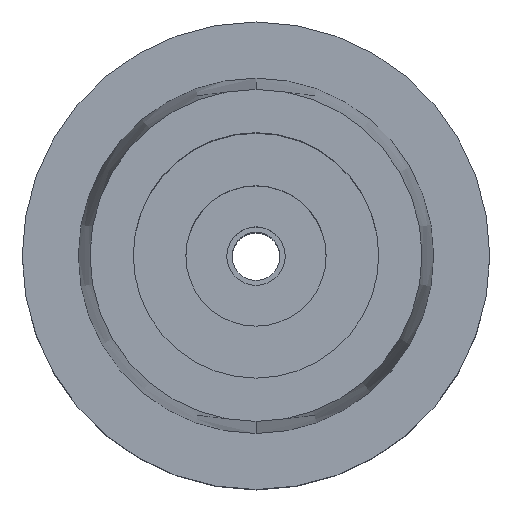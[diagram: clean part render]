
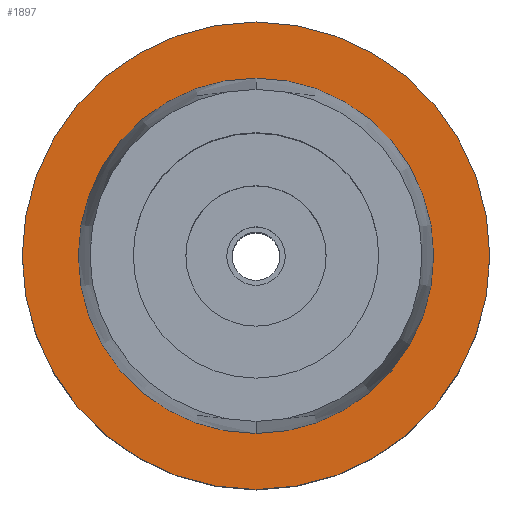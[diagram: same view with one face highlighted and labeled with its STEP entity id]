
A CAD part, top view. The second image highlights one B-rep face of the part: STEP entity #1897.
In plain terms, the highlighted planar face has unit normal (0, 0, 1).
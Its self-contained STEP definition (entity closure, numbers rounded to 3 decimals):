
#101 = DIRECTION ( 'NONE',  ( 0., 0., 1. ) ) ;
#139 = ORIENTED_EDGE ( 'NONE', *, *, #1996, .F. ) ;
#147 = CIRCLE ( 'NONE', #1687, 15.2 ) ;
#182 = VERTEX_POINT ( 'NONE', #1583 ) ;
#201 = EDGE_LOOP ( 'NONE', ( #139, #2472 ) ) ;
#229 = AXIS2_PLACEMENT_3D ( 'NONE', #861, #448, #1297 ) ;
#311 = CARTESIAN_POINT ( 'NONE',  ( 0., 0., 0. ) ) ;
#361 = CIRCLE ( 'NONE', #229, 20. ) ;
#429 = CARTESIAN_POINT ( 'NONE',  ( 0., 0., 0. ) ) ;
#439 = DIRECTION ( 'NONE',  ( 1., 0., 0. ) ) ;
#448 = DIRECTION ( 'NONE',  ( 0., 0., -1. ) ) ;
#619 = CARTESIAN_POINT ( 'NONE',  ( 0., 20., 0. ) ) ;
#861 = CARTESIAN_POINT ( 'NONE',  ( 0., 0., 0. ) ) ;
#913 = VERTEX_POINT ( 'NONE', #1693 ) ;
#1051 = DIRECTION ( 'NONE',  ( 0., 0., 1. ) ) ;
#1086 = FACE_BOUND ( 'NONE', #201, .T. ) ;
#1297 = DIRECTION ( 'NONE',  ( 0., 1., 0. ) ) ;
#1315 = CARTESIAN_POINT ( 'NONE',  ( 0., 0., 0. ) ) ;
#1371 = DIRECTION ( 'NONE',  ( 0., 0., -1. ) ) ;
#1428 = CIRCLE ( 'NONE', #2031, 20. ) ;
#1468 = AXIS2_PLACEMENT_3D ( 'NONE', #1315, #101, #1582 ) ;
#1540 = DIRECTION ( 'NONE',  ( 0., 1., 0. ) ) ;
#1568 = DIRECTION ( 'NONE',  ( 0., 0., 1. ) ) ;
#1582 = DIRECTION ( 'NONE',  ( 0., -1., 0. ) ) ;
#1583 = CARTESIAN_POINT ( 'NONE',  ( 0., 15.2, 0. ) ) ;
#1667 = FACE_OUTER_BOUND ( 'NONE', #2064, .T. ) ;
#1673 = ORIENTED_EDGE ( 'NONE', *, *, #2385, .F. ) ;
#1687 = AXIS2_PLACEMENT_3D ( 'NONE', #2580, #1568, #1540 ) ;
#1693 = CARTESIAN_POINT ( 'NONE',  ( 0., -20., 0. ) ) ;
#1897 = ADVANCED_FACE ( 'NONE', ( #1667, #1086 ), #2499, .T. ) ;
#1966 = EDGE_CURVE ( 'NONE', #2181, #182, #2493, .T. ) ;
#1996 = EDGE_CURVE ( 'NONE', #182, #2181, #147, .T. ) ;
#2031 = AXIS2_PLACEMENT_3D ( 'NONE', #311, #1371, #2416 ) ;
#2064 = EDGE_LOOP ( 'NONE', ( #1673, #2303 ) ) ;
#2181 = VERTEX_POINT ( 'NONE', #2430 ) ;
#2276 = VERTEX_POINT ( 'NONE', #619 ) ;
#2303 = ORIENTED_EDGE ( 'NONE', *, *, #2398, .F. ) ;
#2385 = EDGE_CURVE ( 'NONE', #2276, #913, #361, .T. ) ;
#2398 = EDGE_CURVE ( 'NONE', #913, #2276, #1428, .T. ) ;
#2416 = DIRECTION ( 'NONE',  ( 0., -1., 0. ) ) ;
#2430 = CARTESIAN_POINT ( 'NONE',  ( 0., -15.2, 0. ) ) ;
#2472 = ORIENTED_EDGE ( 'NONE', *, *, #1966, .F. ) ;
#2493 = CIRCLE ( 'NONE', #1468, 15.2 ) ;
#2499 = PLANE ( 'NONE',  #2582 ) ;
#2580 = CARTESIAN_POINT ( 'NONE',  ( 0., 0., 0. ) ) ;
#2582 = AXIS2_PLACEMENT_3D ( 'NONE', #429, #1051, #439 ) ;
